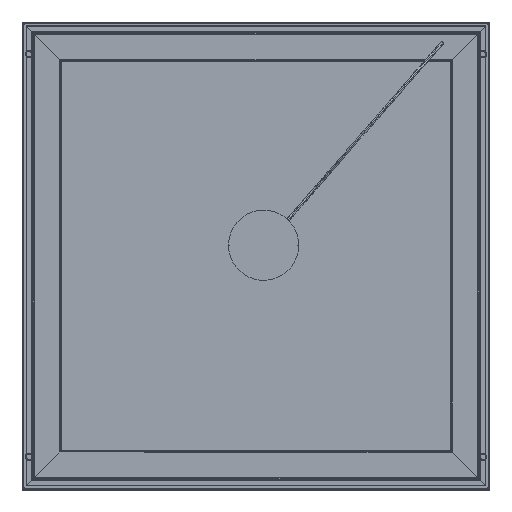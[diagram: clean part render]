
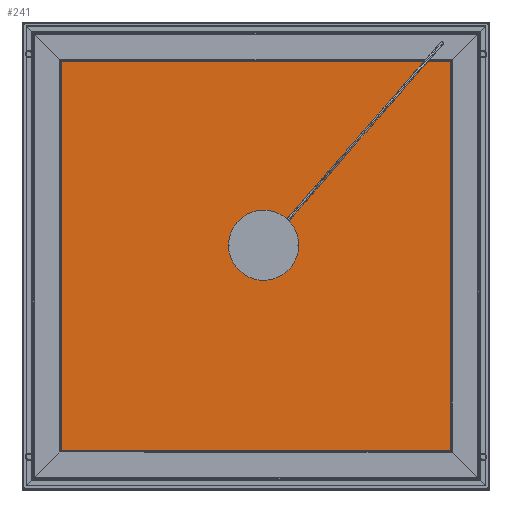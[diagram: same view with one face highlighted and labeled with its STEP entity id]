
A CAD part, top view. The second image highlights one B-rep face of the part: STEP entity #241.
In plain terms, the highlighted planar face has unit normal (0, 0, 1).
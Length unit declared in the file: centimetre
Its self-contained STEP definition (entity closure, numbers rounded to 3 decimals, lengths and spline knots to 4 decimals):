
#23=B_SPLINE_CURVE_WITH_KNOTS($,1,(#2891,#2892),.UNSPECIFIED.,.F.,.F.,(2,
2),(-420.,420.),.UNSPECIFIED.);
#24=B_SPLINE_CURVE_WITH_KNOTS($,1,(#2893,#2894),.UNSPECIFIED.,.F.,.F.,(2,
2),(-420.,420.),.UNSPECIFIED.);
#25=B_SPLINE_CURVE_WITH_KNOTS($,1,(#2895,#2896),.UNSPECIFIED.,.F.,.F.,(2,
2),(-420.,420.),.UNSPECIFIED.);
#26=B_SPLINE_CURVE_WITH_KNOTS($,1,(#2897,#2898),.UNSPECIFIED.,.F.,.F.,(2,
2),(-420.,420.),.UNSPECIFIED.);
#241=ADVANCED_FACE($,(#400),#1979,.T.);
#400=FACE_OUTER_BOUND($,#552,.T.);
#552=EDGE_LOOP($,(#799,#800,#801,#802));
#799=ORIENTED_EDGE($,*,*,#1381,.T.);
#800=ORIENTED_EDGE($,*,*,#1382,.T.);
#801=ORIENTED_EDGE($,*,*,#1383,.T.);
#802=ORIENTED_EDGE($,*,*,#1384,.T.);
#1381=EDGE_CURVE($,#1725,#1726,#23,.T.);
#1382=EDGE_CURVE($,#1726,#1727,#24,.T.);
#1383=EDGE_CURVE($,#1727,#1728,#25,.T.);
#1384=EDGE_CURVE($,#1728,#1725,#26,.T.);
#1725=VERTEX_POINT($,#2921);
#1726=VERTEX_POINT($,#2922);
#1727=VERTEX_POINT($,#2923);
#1728=VERTEX_POINT($,#2924);
#1979=PLANE($,#2326);
#2326=AXIS2_PLACEMENT_3D($,#2915,#2404,$);
#2404=DIRECTION($,(0.,0.,1.));
#2891=CARTESIAN_POINT($,(-42.,42.,-56.07));
#2892=CARTESIAN_POINT($,(-42.,-42.,-56.07));
#2893=CARTESIAN_POINT($,(-42.,-42.,-56.07));
#2894=CARTESIAN_POINT($,(42.,-42.,-56.07));
#2895=CARTESIAN_POINT($,(42.,-42.,-56.07));
#2896=CARTESIAN_POINT($,(42.,42.,-56.07));
#2897=CARTESIAN_POINT($,(42.,42.,-56.07));
#2898=CARTESIAN_POINT($,(-42.,42.,-56.07));
#2915=CARTESIAN_POINT($,(-42.,42.,-56.07));
#2921=CARTESIAN_POINT($,(-42.,42.,-56.07));
#2922=CARTESIAN_POINT($,(-42.,-42.,-56.07));
#2923=CARTESIAN_POINT($,(42.,-42.,-56.07));
#2924=CARTESIAN_POINT($,(42.,42.,-56.07));
